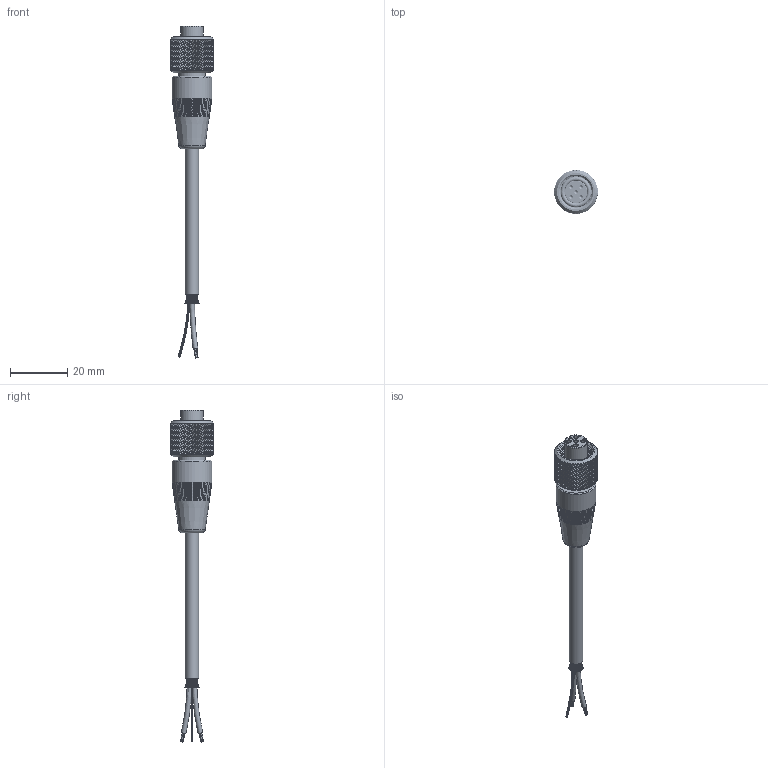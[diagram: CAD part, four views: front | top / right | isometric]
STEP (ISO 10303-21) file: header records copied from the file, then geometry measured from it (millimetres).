
FILE_DESCRIPTION(/* description */ (''),/* implementation_level */ '2;1');
FILE_NAME(/* name */ 'M2R.stp',/* time_stamp */ '2023-12-21T10:21:00-05:00',/* author */ ('cthayer'),/* organization */ (''),/* preprocessor_version */ 'ST-DEVELOPER v19',/* originating_system */ 'Autodesk Inventor 2023',/* authorisation */ '');
FILE_SCHEMA (('AUTOMOTIVE_DESIGN { 1 0 10303 214 3 1 1 }'));
Length unit declared in the file: inch
Products named in the file (7): M2R; CBP10593; CBP10591; CBP10557; MSP10137; CBP10629; CBP10099
Assembly tree (10 placements, depth 2):
  M2R
    CBP10593
    CBP10591
    CBP10557  x5
    MSP10137
    CBP10629
    CBP10099
Bounding box: 15.24 x 15.24 x 116.02 mm (x, y, z)
Volume: 6019.8 mm3; surface area: 7482.3 mm2
Topology: 14 solids, 14 shells, 4642 faces, 11361 edges, 6361 vertices
Faces by surface type: bspline 3203, cylinder 813, plane 532, cone 51, torus 43
Full cylindrical faces by diameter (mm): 0.127 x19, 0.203 x38, 0.74 x10, 1.25 x10, 1.803 x5, 1.854 x5, 1.981 x10, 2.591 x5, 3.581 x1, 4.826 x1, 9.423 x4, 9.677 x1, 10.795 x1, 10.922 x4, 11.974 x1, 12.119 x1, 12.265 x1, 12.41 x1, 12.555 x1, 12.7 x2, 12.845 x1, 12.99 x1, 13.135 x1, 13.281 x1, 13.426 x1, 13.571 x1, 13.97 x1
Entity records: 253640 total; most frequent: CARTESIAN_POINT 168575, ORIENTED_EDGE 22322, EDGE_CURVE 11161, B_SPLINE_CURVE_WITH_KNOTS 8598, DIRECTION 7267, VERTEX_POINT 6257, EDGE_LOOP 4695, STYLED_ITEM 4584
